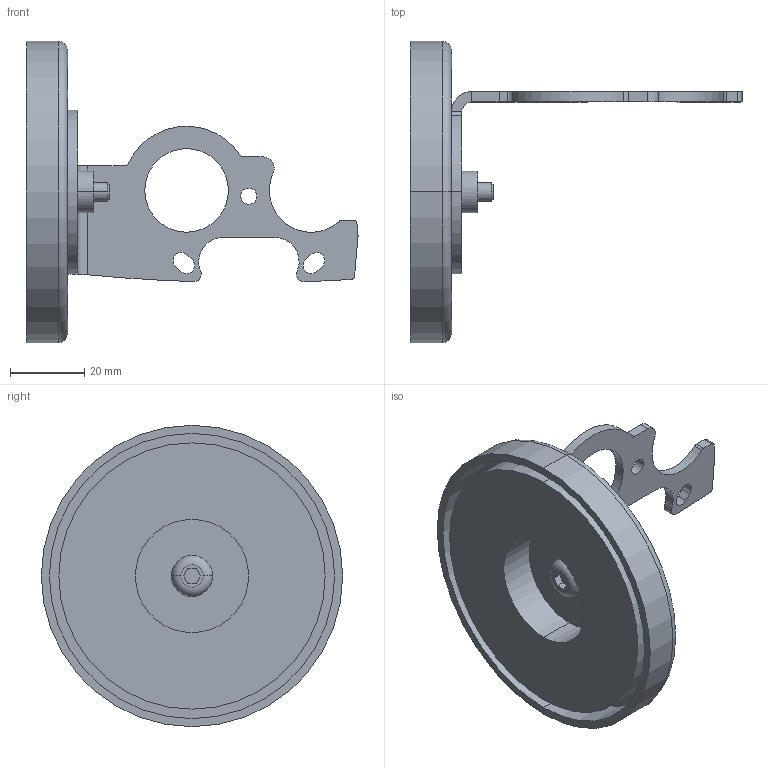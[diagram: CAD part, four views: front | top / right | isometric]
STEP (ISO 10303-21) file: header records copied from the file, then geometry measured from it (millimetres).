
FILE_DESCRIPTION((''),'2;1');
FILE_NAME('188675_ASM','2015-10-13T',('pdmadmin'),(''),'PRO/ENGINEER BY PARAMETRIC TECHNOLOGY CORPORATION, 2013230','PRO/ENGINEER BY PARAMETRIC TECHNOLOGY CORPORATION, 2013230','');
FILE_SCHEMA(('CONFIG_CONTROL_DESIGN'));
Length unit declared in the file: inch
Products named in the file (6): 141475; SL-0420-1; 169856; BHCS_1_4-20X_1_2; 85755_ASM; 188675_ASM
Assembly tree (5 placements, depth 3):
  188675_ASM
    85755_ASM
      141475
      SL-0420-1
      169856
      BHCS_1_4-20X_1_2
Bounding box: 89.29 x 81.03 x 81.03 mm (x, y, z)
Volume: 52861.8 mm3; surface area: 26332.8 mm2
Topology: 4 solids, 4 shells, 101 faces, 247 edges, 160 vertices
Faces by surface type: cylinder 58, plane 36, torus 4, cone 2, bspline 1
Entity records: 3295 total; most frequent: CARTESIAN_POINT 603, DIRECTION 599, ORIENTED_EDGE 494, EDGE_CURVE 247, AXIS2_PLACEMENT_3D 239, VERTEX_POINT 160, EDGE_LOOP 125, CIRCLE 124
